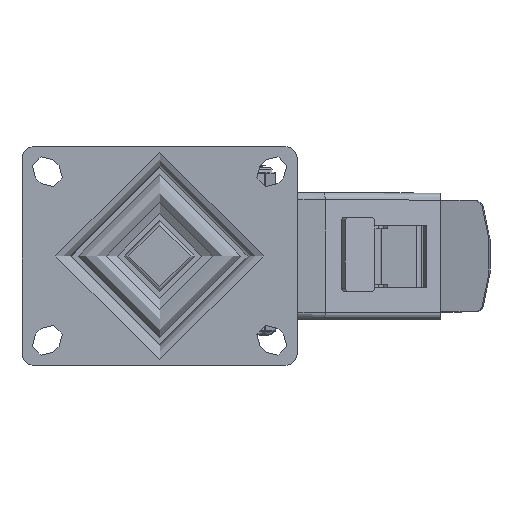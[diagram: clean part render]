
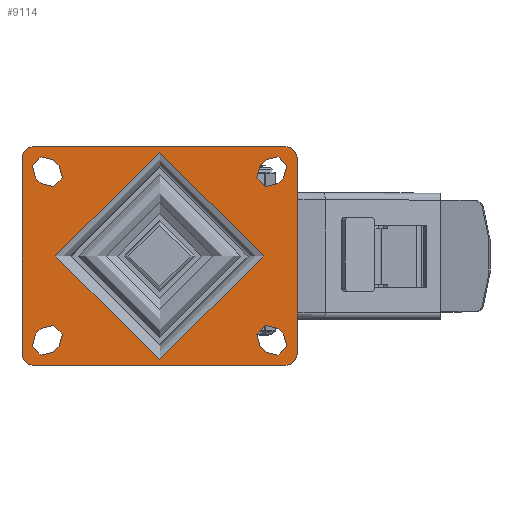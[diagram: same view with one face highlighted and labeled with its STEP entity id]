
A CAD part, top view. The second image highlights one B-rep face of the part: STEP entity #9114.
In plain terms, the highlighted planar face has unit normal (0, 0, 1).
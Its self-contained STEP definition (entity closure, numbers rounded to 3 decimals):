
#405=FACE_BOUND('',#3299,.T.);
#406=FACE_BOUND('',#3300,.T.);
#407=FACE_BOUND('',#3301,.T.);
#408=FACE_BOUND('',#3302,.T.);
#409=FACE_BOUND('',#3303,.T.);
#558=PLANE('',#9948);
#1181=LINE('',#15319,#1916);
#1185=LINE('',#15331,#1920);
#1189=LINE('',#15343,#1924);
#1193=LINE('',#15355,#1928);
#1197=LINE('',#15367,#1932);
#1201=LINE('',#15379,#1936);
#1205=LINE('',#15391,#1940);
#1209=LINE('',#15403,#1944);
#1225=LINE('',#15520,#1960);
#1227=LINE('',#15523,#1962);
#1229=LINE('',#15526,#1964);
#1230=LINE('',#15527,#1965);
#1916=VECTOR('',#11383,10.);
#1920=VECTOR('',#11395,10.);
#1924=VECTOR('',#11407,10.);
#1928=VECTOR('',#11419,10.);
#1932=VECTOR('',#11431,10.);
#1936=VECTOR('',#11443,10.);
#1940=VECTOR('',#11455,10.);
#1944=VECTOR('',#11467,10.);
#1960=VECTOR('',#11609,1000.);
#1962=VECTOR('',#11613,1000.);
#1964=VECTOR('',#11617,1000.);
#1965=VECTOR('',#11618,1000.);
#2748=FACE_OUTER_BOUND('',#3298,.T.);
#3298=EDGE_LOOP('',(#7240,#7241,#7242,#7243,#7244,#7245,#7246,#7247));
#3299=EDGE_LOOP('',(#7248,#7249,#7250,#7251));
#3300=EDGE_LOOP('',(#7252,#7253,#7254,#7255));
#3301=EDGE_LOOP('',(#7256,#7257,#7258,#7259));
#3302=EDGE_LOOP('',(#7260,#7261,#7262,#7263));
#3303=EDGE_LOOP('',(#7264));
#3747=CIRCLE('',#9858,4.5);
#3749=CIRCLE('',#9862,4.5);
#3751=CIRCLE('',#9866,4.5);
#3753=CIRCLE('',#9870,4.5);
#3755=CIRCLE('',#9874,4.5);
#3757=CIRCLE('',#9878,4.5);
#3759=CIRCLE('',#9882,4.5);
#3761=CIRCLE('',#9886,4.5);
#3767=CIRCLE('',#9894,37.);
#3776=CIRCLE('',#9908,4.);
#3778=CIRCLE('',#9911,4.);
#3780=CIRCLE('',#9914,4.);
#3782=CIRCLE('',#9917,4.);
#4351=VERTEX_POINT('',#15316);
#4352=VERTEX_POINT('',#15318);
#4354=VERTEX_POINT('',#15324);
#4356=VERTEX_POINT('',#15330);
#4359=VERTEX_POINT('',#15340);
#4360=VERTEX_POINT('',#15342);
#4362=VERTEX_POINT('',#15348);
#4364=VERTEX_POINT('',#15354);
#4367=VERTEX_POINT('',#15364);
#4368=VERTEX_POINT('',#15366);
#4370=VERTEX_POINT('',#15372);
#4372=VERTEX_POINT('',#15378);
#4375=VERTEX_POINT('',#15388);
#4376=VERTEX_POINT('',#15390);
#4378=VERTEX_POINT('',#15396);
#4380=VERTEX_POINT('',#15402);
#4384=VERTEX_POINT('',#15417);
#4391=VERTEX_POINT('',#15441);
#4392=VERTEX_POINT('',#15442);
#4395=VERTEX_POINT('',#15450);
#4396=VERTEX_POINT('',#15451);
#4399=VERTEX_POINT('',#15459);
#4400=VERTEX_POINT('',#15460);
#4403=VERTEX_POINT('',#15468);
#4404=VERTEX_POINT('',#15469);
#5337=EDGE_CURVE('',#4352,#4351,#1181,.T.);
#5340=EDGE_CURVE('',#4354,#4352,#3747,.T.);
#5343=EDGE_CURVE('',#4356,#4354,#1185,.T.);
#5346=EDGE_CURVE('',#4351,#4356,#3749,.T.);
#5349=EDGE_CURVE('',#4360,#4359,#1189,.T.);
#5352=EDGE_CURVE('',#4362,#4360,#3751,.T.);
#5355=EDGE_CURVE('',#4364,#4362,#1193,.T.);
#5358=EDGE_CURVE('',#4359,#4364,#3753,.T.);
#5361=EDGE_CURVE('',#4368,#4367,#1197,.T.);
#5364=EDGE_CURVE('',#4370,#4368,#3755,.T.);
#5367=EDGE_CURVE('',#4372,#4370,#1201,.T.);
#5370=EDGE_CURVE('',#4367,#4372,#3757,.T.);
#5373=EDGE_CURVE('',#4376,#4375,#1205,.T.);
#5376=EDGE_CURVE('',#4378,#4376,#3759,.T.);
#5379=EDGE_CURVE('',#4380,#4378,#1209,.T.);
#5382=EDGE_CURVE('',#4375,#4380,#3761,.T.);
#5388=EDGE_CURVE('',#4384,#4384,#3767,.T.);
#5399=EDGE_CURVE('',#4391,#4392,#3776,.T.);
#5403=EDGE_CURVE('',#4395,#4396,#3778,.T.);
#5407=EDGE_CURVE('',#4399,#4400,#3780,.T.);
#5411=EDGE_CURVE('',#4403,#4404,#3782,.T.);
#5434=EDGE_CURVE('',#4404,#4395,#1225,.T.);
#5436=EDGE_CURVE('',#4396,#4391,#1227,.T.);
#5438=EDGE_CURVE('',#4400,#4403,#1229,.T.);
#5439=EDGE_CURVE('',#4392,#4399,#1230,.T.);
#7240=ORIENTED_EDGE('',*,*,#5411,.F.);
#7241=ORIENTED_EDGE('',*,*,#5438,.F.);
#7242=ORIENTED_EDGE('',*,*,#5407,.F.);
#7243=ORIENTED_EDGE('',*,*,#5439,.F.);
#7244=ORIENTED_EDGE('',*,*,#5399,.F.);
#7245=ORIENTED_EDGE('',*,*,#5436,.F.);
#7246=ORIENTED_EDGE('',*,*,#5403,.F.);
#7247=ORIENTED_EDGE('',*,*,#5434,.F.);
#7248=ORIENTED_EDGE('',*,*,#5343,.T.);
#7249=ORIENTED_EDGE('',*,*,#5340,.T.);
#7250=ORIENTED_EDGE('',*,*,#5337,.T.);
#7251=ORIENTED_EDGE('',*,*,#5346,.T.);
#7252=ORIENTED_EDGE('',*,*,#5355,.T.);
#7253=ORIENTED_EDGE('',*,*,#5352,.T.);
#7254=ORIENTED_EDGE('',*,*,#5349,.T.);
#7255=ORIENTED_EDGE('',*,*,#5358,.T.);
#7256=ORIENTED_EDGE('',*,*,#5367,.T.);
#7257=ORIENTED_EDGE('',*,*,#5364,.T.);
#7258=ORIENTED_EDGE('',*,*,#5361,.T.);
#7259=ORIENTED_EDGE('',*,*,#5370,.T.);
#7260=ORIENTED_EDGE('',*,*,#5379,.T.);
#7261=ORIENTED_EDGE('',*,*,#5376,.T.);
#7262=ORIENTED_EDGE('',*,*,#5373,.T.);
#7263=ORIENTED_EDGE('',*,*,#5382,.T.);
#7264=ORIENTED_EDGE('',*,*,#5388,.F.);
#9114=ADVANCED_FACE('',(#2748,#405,#406,#407,#408,#409),#558,.T.);
#9858=AXIS2_PLACEMENT_3D('',#15325,#11389,#11390);
#9862=AXIS2_PLACEMENT_3D('',#15335,#11401,#11402);
#9866=AXIS2_PLACEMENT_3D('',#15349,#11413,#11414);
#9870=AXIS2_PLACEMENT_3D('',#15359,#11425,#11426);
#9874=AXIS2_PLACEMENT_3D('',#15373,#11437,#11438);
#9878=AXIS2_PLACEMENT_3D('',#15383,#11449,#11450);
#9882=AXIS2_PLACEMENT_3D('',#15397,#11461,#11462);
#9886=AXIS2_PLACEMENT_3D('',#15407,#11473,#11474);
#9894=AXIS2_PLACEMENT_3D('',#15419,#11489,#11490);
#9908=AXIS2_PLACEMENT_3D('',#15443,#11519,#11520);
#9911=AXIS2_PLACEMENT_3D('',#15452,#11527,#11528);
#9914=AXIS2_PLACEMENT_3D('',#15461,#11535,#11536);
#9917=AXIS2_PLACEMENT_3D('',#15470,#11543,#11544);
#9948=AXIS2_PLACEMENT_3D('',#15525,#11615,#11616);
#11383=DIRECTION('',(0.707,0.707,0.));
#11389=DIRECTION('center_axis',(0.,0.,-1.));
#11390=DIRECTION('ref_axis',(-0.707,0.707,0.));
#11395=DIRECTION('',(-0.707,-0.707,0.));
#11401=DIRECTION('center_axis',(0.,0.,-1.));
#11402=DIRECTION('ref_axis',(0.707,-0.707,0.));
#11407=DIRECTION('',(-0.707,0.707,0.));
#11413=DIRECTION('center_axis',(0.,0.,-1.));
#11414=DIRECTION('ref_axis',(-0.707,-0.707,0.));
#11419=DIRECTION('',(0.707,-0.707,0.));
#11425=DIRECTION('center_axis',(0.,0.,-1.));
#11426=DIRECTION('ref_axis',(0.707,0.707,0.));
#11431=DIRECTION('',(0.707,-0.707,0.));
#11437=DIRECTION('center_axis',(0.,0.,-1.));
#11438=DIRECTION('ref_axis',(0.707,0.707,0.));
#11443=DIRECTION('',(-0.707,0.707,0.));
#11449=DIRECTION('center_axis',(0.,0.,-1.));
#11450=DIRECTION('ref_axis',(-0.707,-0.707,0.));
#11455=DIRECTION('',(-0.707,-0.707,0.));
#11461=DIRECTION('center_axis',(0.,0.,-1.));
#11462=DIRECTION('ref_axis',(0.707,-0.707,0.));
#11467=DIRECTION('',(0.707,0.707,0.));
#11473=DIRECTION('center_axis',(0.,0.,-1.));
#11474=DIRECTION('ref_axis',(-0.707,0.707,0.));
#11489=DIRECTION('center_axis',(0.,0.,1.));
#11490=DIRECTION('ref_axis',(-1.,0.,0.));
#11519=DIRECTION('center_axis',(0.,0.,-1.));
#11520=DIRECTION('ref_axis',(-0.707,0.707,0.));
#11527=DIRECTION('center_axis',(0.,0.,-1.));
#11528=DIRECTION('ref_axis',(-0.707,-0.707,0.));
#11535=DIRECTION('center_axis',(0.,0.,-1.));
#11536=DIRECTION('ref_axis',(0.707,0.707,0.));
#11543=DIRECTION('center_axis',(0.,0.,-1.));
#11544=DIRECTION('ref_axis',(0.707,-0.707,0.));
#11609=DIRECTION('',(-1.,0.,0.));
#11613=DIRECTION('',(0.,1.,0.));
#11615=DIRECTION('center_axis',(0.,0.,1.));
#11616=DIRECTION('ref_axis',(1.,0.,0.));
#11617=DIRECTION('',(0.,-1.,0.));
#11618=DIRECTION('',(1.,0.,0.));
#15316=CARTESIAN_POINT('',(37.818,34.182,0.));
#15318=CARTESIAN_POINT('',(35.818,32.182,0.));
#15319=CARTESIAN_POINT('',(18.818,15.182,0.));
#15324=CARTESIAN_POINT('',(42.182,25.818,0.));
#15325=CARTESIAN_POINT('Origin',(39.,29.,0.));
#15330=CARTESIAN_POINT('',(44.182,27.818,0.));
#15331=CARTESIAN_POINT('',(26.182,9.818,0.));
#15335=CARTESIAN_POINT('Origin',(41.,31.,0.));
#15340=CARTESIAN_POINT('',(35.818,-32.182,0.));
#15342=CARTESIAN_POINT('',(37.818,-34.182,0.));
#15343=CARTESIAN_POINT('',(19.818,-16.182,0.));
#15348=CARTESIAN_POINT('',(44.182,-27.818,0.));
#15349=CARTESIAN_POINT('Origin',(41.,-31.,0.));
#15354=CARTESIAN_POINT('',(42.182,-25.818,0.));
#15355=CARTESIAN_POINT('',(25.182,-8.818,0.));
#15359=CARTESIAN_POINT('Origin',(39.,-29.,0.));
#15364=CARTESIAN_POINT('',(-35.818,32.182,0.));
#15366=CARTESIAN_POINT('',(-37.818,34.182,0.));
#15367=CARTESIAN_POINT('',(-19.818,16.182,0.));
#15372=CARTESIAN_POINT('',(-44.182,27.818,0.));
#15373=CARTESIAN_POINT('Origin',(-41.,31.,0.));
#15378=CARTESIAN_POINT('',(-42.182,25.818,0.));
#15379=CARTESIAN_POINT('',(-25.182,8.818,0.));
#15383=CARTESIAN_POINT('Origin',(-39.,29.,0.));
#15388=CARTESIAN_POINT('',(-37.818,-34.182,0.));
#15390=CARTESIAN_POINT('',(-35.818,-32.182,0.));
#15391=CARTESIAN_POINT('',(-18.818,-15.182,0.));
#15396=CARTESIAN_POINT('',(-42.182,-25.818,0.));
#15397=CARTESIAN_POINT('Origin',(-39.,-29.,0.));
#15402=CARTESIAN_POINT('',(-44.182,-27.818,0.));
#15403=CARTESIAN_POINT('',(-26.182,-9.818,0.));
#15407=CARTESIAN_POINT('Origin',(-41.,-31.,0.));
#15417=CARTESIAN_POINT('',(-37.,0.,0.));
#15419=CARTESIAN_POINT('Origin',(0.,0.,0.));
#15441=CARTESIAN_POINT('',(-49.,35.,0.));
#15442=CARTESIAN_POINT('',(-45.,39.,0.));
#15443=CARTESIAN_POINT('Origin',(-45.,35.,0.));
#15450=CARTESIAN_POINT('',(-45.,-39.,0.));
#15451=CARTESIAN_POINT('',(-49.,-35.,0.));
#15452=CARTESIAN_POINT('Origin',(-45.,-35.,0.));
#15459=CARTESIAN_POINT('',(45.,39.,0.));
#15460=CARTESIAN_POINT('',(49.,35.,0.));
#15461=CARTESIAN_POINT('Origin',(45.,35.,0.));
#15468=CARTESIAN_POINT('',(49.,-35.,0.));
#15469=CARTESIAN_POINT('',(45.,-39.,0.));
#15470=CARTESIAN_POINT('Origin',(45.,-35.,0.));
#15520=CARTESIAN_POINT('',(49.,-39.,0.));
#15523=CARTESIAN_POINT('',(-49.,-39.,0.));
#15525=CARTESIAN_POINT('Origin',(0.,0.,0.));
#15526=CARTESIAN_POINT('',(49.,39.,0.));
#15527=CARTESIAN_POINT('',(-49.,39.,0.));
